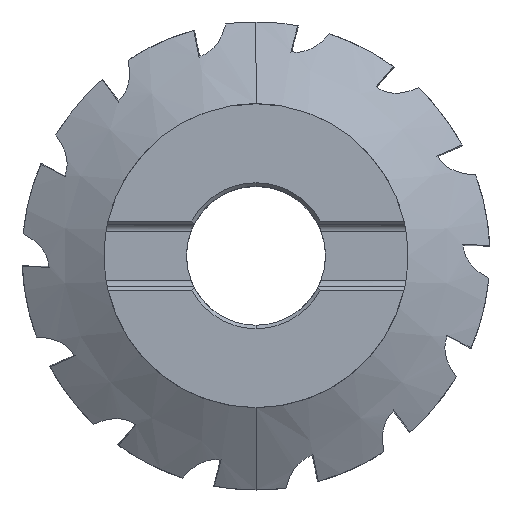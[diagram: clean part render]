
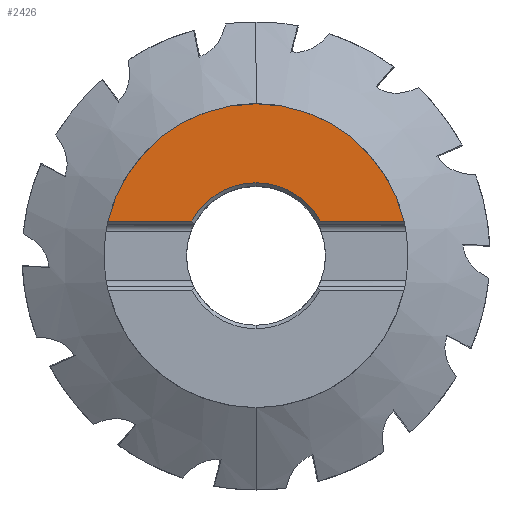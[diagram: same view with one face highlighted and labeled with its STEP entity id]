
A CAD part, top view. The second image highlights one B-rep face of the part: STEP entity #2426.
In plain terms, the highlighted planar face has unit normal (0, 0, 1).
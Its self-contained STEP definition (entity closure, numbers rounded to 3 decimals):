
#1542=EDGE_CURVE('',#4044,#3092,#4371,.T.);
#1642=EDGE_CURVE('',#4044,#2526,#4474,.T.);
#2008=VERTEX_POINT('',#4863);
#2152=VERTEX_POINT('',#5021);
#2426=ADVANCED_FACE('',(#5319),#5320,.T.);
#2526=VERTEX_POINT('',#5430);
#2902=EDGE_CURVE('',#2526,#2008,#5843,.T.);
#3092=VERTEX_POINT('',#6051);
#3182=EDGE_CURVE('',#2008,#2152,#6150,.T.);
#3400=EDGE_CURVE('',#3092,#3666,#6389,.T.);
#3666=VERTEX_POINT('',#6677);
#3838=EDGE_CURVE('',#2152,#3666,#6859,.T.);
#4044=VERTEX_POINT('',#7091);
#4371=CIRCLE('',#7663,35.0);
#4474=LINE('',#7947,#7948);
#4863=CARTESIAN_POINT('',(0.,16.8,0.0));
#5021=CARTESIAN_POINT('',(14.773,8.0,0.));
#5319=FACE_OUTER_BOUND('',#9668,.T.);
#5320=PLANE('',#9669);
#5430=CARTESIAN_POINT('',(-14.773,8.0,0.));
#5843=CIRCLE('',#10802,16.8);
#6051=CARTESIAN_POINT('',(0.,35.0,0.0));
#6150=CIRCLE('',#11435,16.8);
#6389=CIRCLE('',#11882,35.0);
#6677=CARTESIAN_POINT('',(34.073,8.0,0.0));
#6859=LINE('',#12814,#12815);
#7091=CARTESIAN_POINT('',(-34.073,8.0,0.0));
#7663=AXIS2_PLACEMENT_3D('',#13779,#13780,#13781);
#7947=CARTESIAN_POINT('',(17.5,8.0,0.0));
#7948=VECTOR('',#13853,1.0);
#9668=EDGE_LOOP('',(#14696,#14697,#14698,#14699,#14700,#14701));
#9669=AXIS2_PLACEMENT_3D('',#14702,#14703,#14704);
#10802=AXIS2_PLACEMENT_3D('',#15335,#15336,#15337);
#11435=AXIS2_PLACEMENT_3D('',#15677,#15678,#15679);
#11882=AXIS2_PLACEMENT_3D('',#15944,#15945,#15946);
#12814=CARTESIAN_POINT('',(17.5,8.0,0.0));
#12815=VECTOR('',#16461,1.0);
#13779=CARTESIAN_POINT('',(0.0,0.0,0.0));
#13780=DIRECTION('',(0.0,0.0,-1.0));
#13781=DIRECTION('',(0.0,1.0,0.0));
#13853=DIRECTION('',(1.0,0.0,0.0));
#14696=ORIENTED_EDGE('',*,*,#1642,.T.);
#14697=ORIENTED_EDGE('',*,*,#2902,.T.);
#14698=ORIENTED_EDGE('',*,*,#3182,.T.);
#14699=ORIENTED_EDGE('',*,*,#3838,.T.);
#14700=ORIENTED_EDGE('',*,*,#3400,.F.);
#14701=ORIENTED_EDGE('',*,*,#1542,.F.);
#14702=CARTESIAN_POINT('',(0.0,17.5,0.0));
#14703=DIRECTION('',(-0.0,0.0,1.0));
#14704=DIRECTION('',(0.0,-1.0,0.0));
#15335=CARTESIAN_POINT('',(0.0,0.0,0.0));
#15336=DIRECTION('',(-0.0,0.0,-1.0));
#15337=DIRECTION('',(0.0,1.0,0.0));
#15677=CARTESIAN_POINT('',(0.0,0.0,0.0));
#15678=DIRECTION('',(-0.0,0.0,-1.0));
#15679=DIRECTION('',(0.0,1.0,0.0));
#15944=CARTESIAN_POINT('',(0.0,0.0,0.0));
#15945=DIRECTION('',(0.0,0.0,-1.0));
#15946=DIRECTION('',(0.0,1.0,0.0));
#16461=DIRECTION('',(1.0,0.0,0.0));
